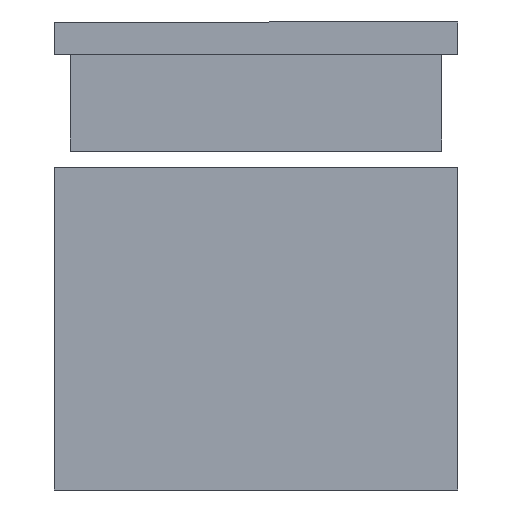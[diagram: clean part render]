
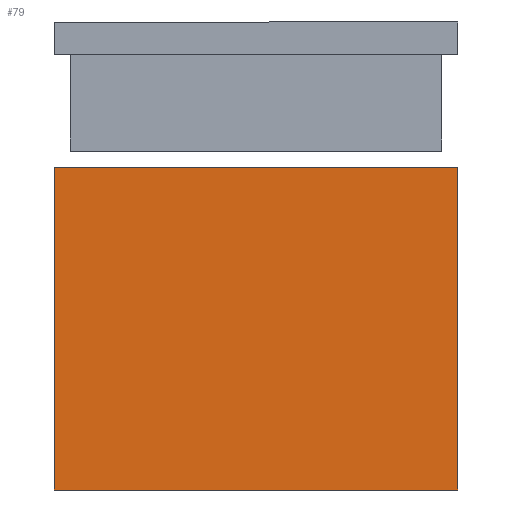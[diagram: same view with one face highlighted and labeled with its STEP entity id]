
A CAD part, left-side view. The second image highlights one B-rep face of the part: STEP entity #79.
In plain terms, the highlighted planar face has unit normal (-1, 0, 0).
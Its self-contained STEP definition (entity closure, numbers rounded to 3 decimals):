
#43 = EDGE_CURVE('',#44,#46,#48,.T.);
#44 = VERTEX_POINT('',#45);
#45 = CARTESIAN_POINT('',(0.,0.,0.));
#46 = VERTEX_POINT('',#47);
#47 = CARTESIAN_POINT('',(0.,0.,20.));
#48 = LINE('',#49,#50);
#49 = CARTESIAN_POINT('',(0.,0.,0.));
#50 = VECTOR('',#51,1.);
#51 = DIRECTION('',(0.,0.,1.));
#79 = ADVANCED_FACE('',(#80),#105,.F.);
#80 = FACE_BOUND('',#81,.F.);
#81 = EDGE_LOOP('',(#82,#92,#98,#99));
#82 = ORIENTED_EDGE('',*,*,#83,.T.);
#83 = EDGE_CURVE('',#84,#86,#88,.T.);
#84 = VERTEX_POINT('',#85);
#85 = CARTESIAN_POINT('',(0.,25.,0.));
#86 = VERTEX_POINT('',#87);
#87 = CARTESIAN_POINT('',(0.,25.,20.));
#88 = LINE('',#89,#90);
#89 = CARTESIAN_POINT('',(0.,25.,0.));
#90 = VECTOR('',#91,1.);
#91 = DIRECTION('',(0.,0.,1.));
#92 = ORIENTED_EDGE('',*,*,#93,.T.);
#93 = EDGE_CURVE('',#86,#46,#94,.T.);
#94 = LINE('',#95,#96);
#95 = CARTESIAN_POINT('',(0.,25.,20.));
#96 = VECTOR('',#97,1.);
#97 = DIRECTION('',(0.,-1.,0.));
#98 = ORIENTED_EDGE('',*,*,#43,.F.);
#99 = ORIENTED_EDGE('',*,*,#100,.F.);
#100 = EDGE_CURVE('',#84,#44,#101,.T.);
#101 = LINE('',#102,#103);
#102 = CARTESIAN_POINT('',(0.,25.,0.));
#103 = VECTOR('',#104,1.);
#104 = DIRECTION('',(0.,-1.,0.));
#105 = PLANE('',#106);
#106 = AXIS2_PLACEMENT_3D('',#107,#108,#109);
#107 = CARTESIAN_POINT('',(0.,25.,0.));
#108 = DIRECTION('',(1.,0.,0.));
#109 = DIRECTION('',(0.,-1.,0.));
